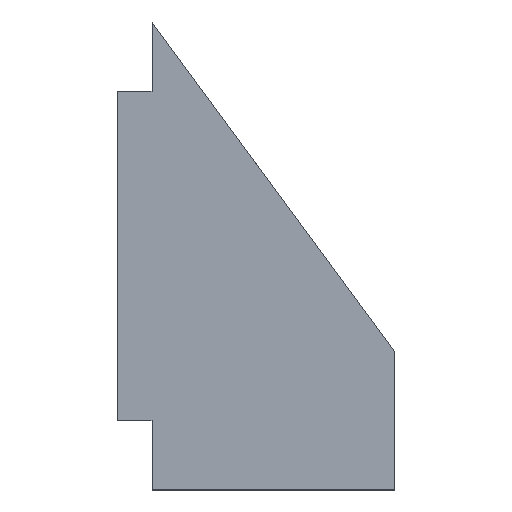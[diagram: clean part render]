
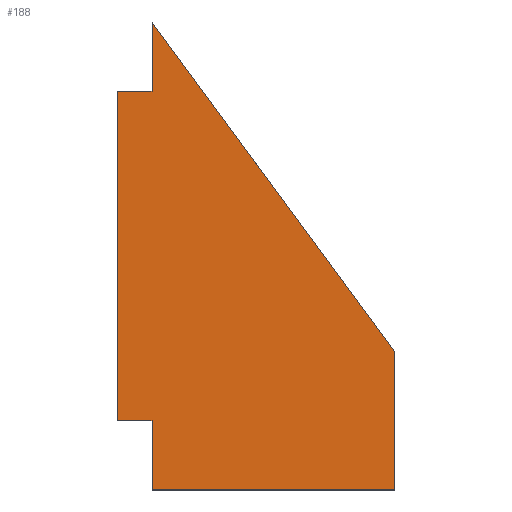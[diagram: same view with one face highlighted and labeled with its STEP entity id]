
A CAD part, top view. The second image highlights one B-rep face of the part: STEP entity #188.
In plain terms, the highlighted planar face has unit normal (0, 0, 1).
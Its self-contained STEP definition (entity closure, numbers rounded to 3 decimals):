
#22=FACE_OUTER_BOUND('',#32,.T.);
#32=EDGE_LOOP('',(#151,#152,#153,#154,#155,#156,#157,#158));
#35=LINE('',#265,#59);
#39=LINE('',#273,#63);
#42=LINE('',#279,#66);
#47=LINE('',#288,#71);
#48=LINE('',#291,#72);
#51=LINE('',#298,#75);
#55=LINE('',#305,#79);
#57=LINE('',#308,#81);
#59=VECTOR('',#219,10.);
#63=VECTOR('',#225,10.);
#66=VECTOR('',#230,10.);
#71=VECTOR('',#237,10.);
#72=VECTOR('',#240,10.);
#75=VECTOR('',#245,10.);
#79=VECTOR('',#251,10.);
#81=VECTOR('',#255,10.);
#83=VERTEX_POINT('',#263);
#84=VERTEX_POINT('',#264);
#87=VERTEX_POINT('',#272);
#89=VERTEX_POINT('',#278);
#92=VERTEX_POINT('',#286);
#93=VERTEX_POINT('',#290);
#95=VERTEX_POINT('',#296);
#96=VERTEX_POINT('',#297);
#99=EDGE_CURVE('',#83,#84,#35,.T.);
#103=EDGE_CURVE('',#84,#87,#39,.T.);
#106=EDGE_CURVE('',#89,#83,#42,.T.);
#111=EDGE_CURVE('',#87,#92,#47,.T.);
#112=EDGE_CURVE('',#93,#89,#48,.T.);
#115=EDGE_CURVE('',#95,#96,#51,.T.);
#119=EDGE_CURVE('',#93,#96,#55,.T.);
#121=EDGE_CURVE('',#92,#95,#57,.T.);
#151=ORIENTED_EDGE('',*,*,#121,.T.);
#152=ORIENTED_EDGE('',*,*,#115,.T.);
#153=ORIENTED_EDGE('',*,*,#119,.F.);
#154=ORIENTED_EDGE('',*,*,#112,.T.);
#155=ORIENTED_EDGE('',*,*,#106,.T.);
#156=ORIENTED_EDGE('',*,*,#99,.T.);
#157=ORIENTED_EDGE('',*,*,#103,.T.);
#158=ORIENTED_EDGE('',*,*,#111,.T.);
#178=PLANE('',#212);
#188=ADVANCED_FACE('',(#22),#178,.T.);
#212=AXIS2_PLACEMENT_3D('',#307,#253,#254);
#219=DIRECTION('',(0.,-1.,0.));
#225=DIRECTION('',(1.,0.,0.));
#230=DIRECTION('',(-1.,0.,0.));
#237=DIRECTION('',(0.,-1.,0.));
#240=DIRECTION('',(0.,-1.,0.));
#245=DIRECTION('',(0.,1.,0.));
#251=DIRECTION('',(0.593,-0.805,0.));
#253=DIRECTION('center_axis',(0.,0.,1.));
#254=DIRECTION('ref_axis',(1.,0.,0.));
#255=DIRECTION('',(1.,0.,0.));
#263=CARTESIAN_POINT('',(18.802,113.,1.5));
#264=CARTESIAN_POINT('',(18.802,18.,1.5));
#265=CARTESIAN_POINT('',(18.802,113.,1.5));
#272=CARTESIAN_POINT('',(28.802,18.,1.5));
#273=CARTESIAN_POINT('',(18.802,18.,1.5));
#278=CARTESIAN_POINT('',(28.802,113.,1.5));
#279=CARTESIAN_POINT('',(28.802,113.,1.5));
#286=CARTESIAN_POINT('',(28.802,-2.,1.5));
#288=CARTESIAN_POINT('',(28.802,97.33,1.5));
#290=CARTESIAN_POINT('',(28.802,133.,1.5));
#291=CARTESIAN_POINT('',(28.802,97.33,1.5));
#296=CARTESIAN_POINT('',(98.802,-2.,1.5));
#297=CARTESIAN_POINT('',(98.802,38.,1.5));
#298=CARTESIAN_POINT('',(98.802,-2.,1.5));
#305=CARTESIAN_POINT('',(28.802,133.,1.5));
#307=CARTESIAN_POINT('Origin',(64.111,62.75,1.5));
#308=CARTESIAN_POINT('',(30.802,-2.,1.5));
